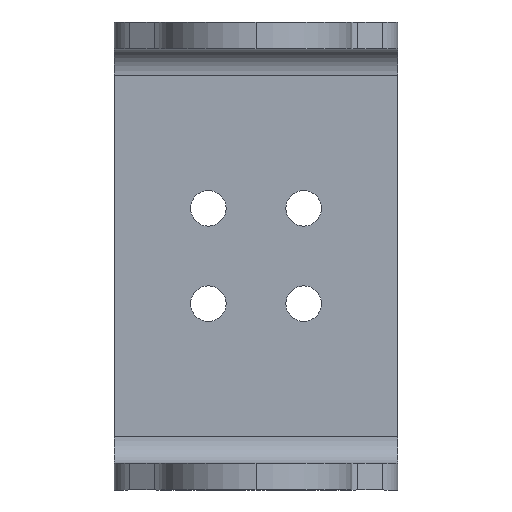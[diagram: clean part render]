
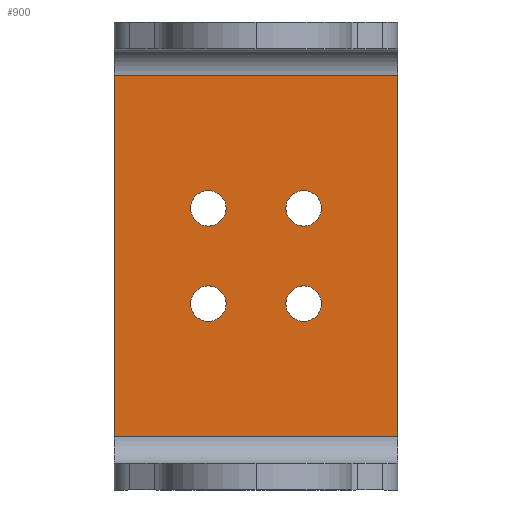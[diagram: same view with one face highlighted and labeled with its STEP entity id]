
A CAD part, left-side view. The second image highlights one B-rep face of the part: STEP entity #900.
In plain terms, the highlighted planar face has unit normal (-1, 0, 0).
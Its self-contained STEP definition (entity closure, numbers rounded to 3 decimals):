
#15 = EDGE_LOOP ( 'NONE', ( #1639, #243 ) ) ;
#22 = ORIENTED_EDGE ( 'NONE', *, *, #2226, .T. ) ;
#35 = FACE_BOUND ( 'NONE', #1754, .T. ) ;
#41 = CARTESIAN_POINT ( 'NONE',  ( 28.545, 5.176, 44.035 ) ) ;
#68 = VECTOR ( 'NONE', #449, 1000. ) ;
#72 = VECTOR ( 'NONE', #753, 1000. ) ;
#83 = CARTESIAN_POINT ( 'NONE',  ( 28.545, -10.824, 23.635 ) ) ;
#158 = CIRCLE ( 'NONE', #2172, 1. ) ;
#167 = LINE ( 'NONE', #1208, #1654 ) ;
#205 = VERTEX_POINT ( 'NONE', #462 ) ;
#219 = AXIS2_PLACEMENT_3D ( 'NONE', #458, #1161, #1862 ) ;
#224 = DIRECTION ( 'NONE',  ( 1., 0., 0. ) ) ;
#225 = CIRCLE ( 'NONE', #439, 1. ) ;
#243 = ORIENTED_EDGE ( 'NONE', *, *, #1662, .T. ) ;
#271 = DIRECTION ( 'NONE',  ( 0., 0., 1. ) ) ;
#287 = CARTESIAN_POINT ( 'NONE',  ( 28.545, 0.863, 31.148 ) ) ;
#340 = AXIS2_PLACEMENT_3D ( 'NONE', #1841, #2158, #271 ) ;
#347 = AXIS2_PLACEMENT_3D ( 'NONE', #1424, #1599, #1249 ) ;
#410 = PLANE ( 'NONE',  #411 ) ;
#411 = AXIS2_PLACEMENT_3D ( 'NONE', #1115, #606, #1300 ) ;
#412 = DIRECTION ( 'NONE',  ( 1., 0., 0. ) ) ;
#439 = AXIS2_PLACEMENT_3D ( 'NONE', #968, #412, #1665 ) ;
#442 = EDGE_CURVE ( 'NONE', #733, #1574, #595, .T. ) ;
#449 = DIRECTION ( 'NONE',  ( 0., 0., -1. ) ) ;
#458 = CARTESIAN_POINT ( 'NONE',  ( 28.545, -0.137, 31.148 ) ) ;
#460 = ORIENTED_EDGE ( 'NONE', *, *, #950, .T. ) ;
#462 = CARTESIAN_POINT ( 'NONE',  ( 28.545, -5.511, 30.148 ) ) ;
#514 = DIRECTION ( 'NONE',  ( 0., 0., 1. ) ) ;
#547 = EDGE_CURVE ( 'NONE', #1581, #904, #158, .T. ) ;
#548 = EDGE_LOOP ( 'NONE', ( #1453, #1844, #2271, #676 ) ) ;
#567 = FACE_BOUND ( 'NONE', #1697, .T. ) ;
#595 = CIRCLE ( 'NONE', #930, 1. ) ;
#606 = DIRECTION ( 'NONE',  ( 1., 0., 0. ) ) ;
#676 = ORIENTED_EDGE ( 'NONE', *, *, #2014, .T. ) ;
#683 = CARTESIAN_POINT ( 'NONE',  ( 28.545, -6.511, 36.522 ) ) ;
#687 = CARTESIAN_POINT ( 'NONE',  ( 28.545, -0.137, 31.148 ) ) ;
#696 = CIRCLE ( 'NONE', #219, 1. ) ;
#733 = VERTEX_POINT ( 'NONE', #1928 ) ;
#737 = LINE ( 'NONE', #766, #2200 ) ;
#738 = LINE ( 'NONE', #41, #72 ) ;
#748 = FACE_BOUND ( 'NONE', #1942, .T. ) ;
#753 = DIRECTION ( 'NONE',  ( 0., 1., 0. ) ) ;
#766 = CARTESIAN_POINT ( 'NONE',  ( 28.545, -10.824, 22.135 ) ) ;
#817 = LINE ( 'NONE', #1898, #68 ) ;
#837 = EDGE_CURVE ( 'NONE', #205, #1673, #886, .T. ) ;
#884 = EDGE_CURVE ( 'NONE', #1245, #1192, #737, .T. ) ;
#886 = CIRCLE ( 'NONE', #1474, 1. ) ;
#900 = ADVANCED_FACE ( 'NONE', ( #567, #35, #748, #1455, #1980 ), #410, .F. ) ;
#904 = VERTEX_POINT ( 'NONE', #976 ) ;
#930 = AXIS2_PLACEMENT_3D ( 'NONE', #1021, #2254, #1398 ) ;
#932 = ORIENTED_EDGE ( 'NONE', *, *, #547, .T. ) ;
#936 = ORIENTED_EDGE ( 'NONE', *, *, #837, .T. ) ;
#950 = EDGE_CURVE ( 'NONE', #904, #1581, #696, .T. ) ;
#954 = CIRCLE ( 'NONE', #347, 1. ) ;
#968 = CARTESIAN_POINT ( 'NONE',  ( 28.545, -5.511, 36.522 ) ) ;
#976 = CARTESIAN_POINT ( 'NONE',  ( 28.545, -1.137, 31.148 ) ) ;
#1002 = DIRECTION ( 'NONE',  ( 1., 0., 0. ) ) ;
#1021 = CARTESIAN_POINT ( 'NONE',  ( 28.545, -0.137, 36.522 ) ) ;
#1049 = CARTESIAN_POINT ( 'NONE',  ( 28.545, -5.511, 32.148 ) ) ;
#1098 = CARTESIAN_POINT ( 'NONE',  ( 28.545, -5.511, 31.148 ) ) ;
#1115 = CARTESIAN_POINT ( 'NONE',  ( 28.545, -10.824, 22.135 ) ) ;
#1161 = DIRECTION ( 'NONE',  ( 1., 0., 0. ) ) ;
#1189 = EDGE_CURVE ( 'NONE', #1281, #1285, #817, .T. ) ;
#1192 = VERTEX_POINT ( 'NONE', #83 ) ;
#1208 = CARTESIAN_POINT ( 'NONE',  ( 28.545, -10.824, 23.635 ) ) ;
#1222 = CARTESIAN_POINT ( 'NONE',  ( 28.545, 5.176, 44.035 ) ) ;
#1245 = VERTEX_POINT ( 'NONE', #1565 ) ;
#1249 = DIRECTION ( 'NONE',  ( 0., 0., 1. ) ) ;
#1255 = EDGE_CURVE ( 'NONE', #1285, #1192, #167, .T. ) ;
#1281 = VERTEX_POINT ( 'NONE', #1222 ) ;
#1283 = DIRECTION ( 'NONE',  ( 0., 0., 1. ) ) ;
#1285 = VERTEX_POINT ( 'NONE', #2268 ) ;
#1298 = ORIENTED_EDGE ( 'NONE', *, *, #1650, .T. ) ;
#1299 = EDGE_CURVE ( 'NONE', #1491, #1809, #954, .T. ) ;
#1300 = DIRECTION ( 'NONE',  ( 0., 1., 0. ) ) ;
#1378 = CARTESIAN_POINT ( 'NONE',  ( 28.545, -0.137, 36.522 ) ) ;
#1396 = DIRECTION ( 'NONE',  ( 1., 0., 0. ) ) ;
#1398 = DIRECTION ( 'NONE',  ( 0., 0., 1. ) ) ;
#1424 = CARTESIAN_POINT ( 'NONE',  ( 28.545, -5.511, 36.522 ) ) ;
#1444 = CIRCLE ( 'NONE', #340, 1. ) ;
#1448 = CARTESIAN_POINT ( 'NONE',  ( 28.545, -0.137, 35.522 ) ) ;
#1453 = ORIENTED_EDGE ( 'NONE', *, *, #1189, .T. ) ;
#1455 = FACE_BOUND ( 'NONE', #15, .T. ) ;
#1461 = DIRECTION ( 'NONE',  ( 0., 0., -1. ) ) ;
#1474 = AXIS2_PLACEMENT_3D ( 'NONE', #1098, #224, #1283 ) ;
#1491 = VERTEX_POINT ( 'NONE', #2272 ) ;
#1565 = CARTESIAN_POINT ( 'NONE',  ( 28.545, -10.824, 44.035 ) ) ;
#1574 = VERTEX_POINT ( 'NONE', #1448 ) ;
#1581 = VERTEX_POINT ( 'NONE', #287 ) ;
#1599 = DIRECTION ( 'NONE',  ( 1., 0., 0. ) ) ;
#1609 = AXIS2_PLACEMENT_3D ( 'NONE', #1378, #1002, #2051 ) ;
#1639 = ORIENTED_EDGE ( 'NONE', *, *, #1299, .T. ) ;
#1650 = EDGE_CURVE ( 'NONE', #1673, #205, #1444, .T. ) ;
#1654 = VECTOR ( 'NONE', #2094, 1000. ) ;
#1662 = EDGE_CURVE ( 'NONE', #1809, #1491, #225, .T. ) ;
#1665 = DIRECTION ( 'NONE',  ( 0., 0., 1. ) ) ;
#1673 = VERTEX_POINT ( 'NONE', #1049 ) ;
#1682 = ORIENTED_EDGE ( 'NONE', *, *, #442, .T. ) ;
#1697 = EDGE_LOOP ( 'NONE', ( #1298, #936 ) ) ;
#1754 = EDGE_LOOP ( 'NONE', ( #932, #460 ) ) ;
#1809 = VERTEX_POINT ( 'NONE', #683 ) ;
#1841 = CARTESIAN_POINT ( 'NONE',  ( 28.545, -5.511, 31.148 ) ) ;
#1844 = ORIENTED_EDGE ( 'NONE', *, *, #1255, .T. ) ;
#1859 = CIRCLE ( 'NONE', #1609, 1. ) ;
#1862 = DIRECTION ( 'NONE',  ( 0., 0., 1. ) ) ;
#1898 = CARTESIAN_POINT ( 'NONE',  ( 28.545, 5.176, 22.135 ) ) ;
#1928 = CARTESIAN_POINT ( 'NONE',  ( 28.545, -0.137, 37.522 ) ) ;
#1942 = EDGE_LOOP ( 'NONE', ( #1682, #22 ) ) ;
#1980 = FACE_OUTER_BOUND ( 'NONE', #548, .T. ) ;
#2014 = EDGE_CURVE ( 'NONE', #1245, #1281, #738, .T. ) ;
#2051 = DIRECTION ( 'NONE',  ( 0., 0., 1. ) ) ;
#2094 = DIRECTION ( 'NONE',  ( 0., -1., 0. ) ) ;
#2158 = DIRECTION ( 'NONE',  ( 1., 0., 0. ) ) ;
#2172 = AXIS2_PLACEMENT_3D ( 'NONE', #687, #1396, #514 ) ;
#2200 = VECTOR ( 'NONE', #1461, 1000. ) ;
#2226 = EDGE_CURVE ( 'NONE', #1574, #733, #1859, .T. ) ;
#2254 = DIRECTION ( 'NONE',  ( 1., 0., 0. ) ) ;
#2268 = CARTESIAN_POINT ( 'NONE',  ( 28.545, 5.176, 23.635 ) ) ;
#2271 = ORIENTED_EDGE ( 'NONE', *, *, #884, .F. ) ;
#2272 = CARTESIAN_POINT ( 'NONE',  ( 28.545, -4.511, 36.522 ) ) ;
